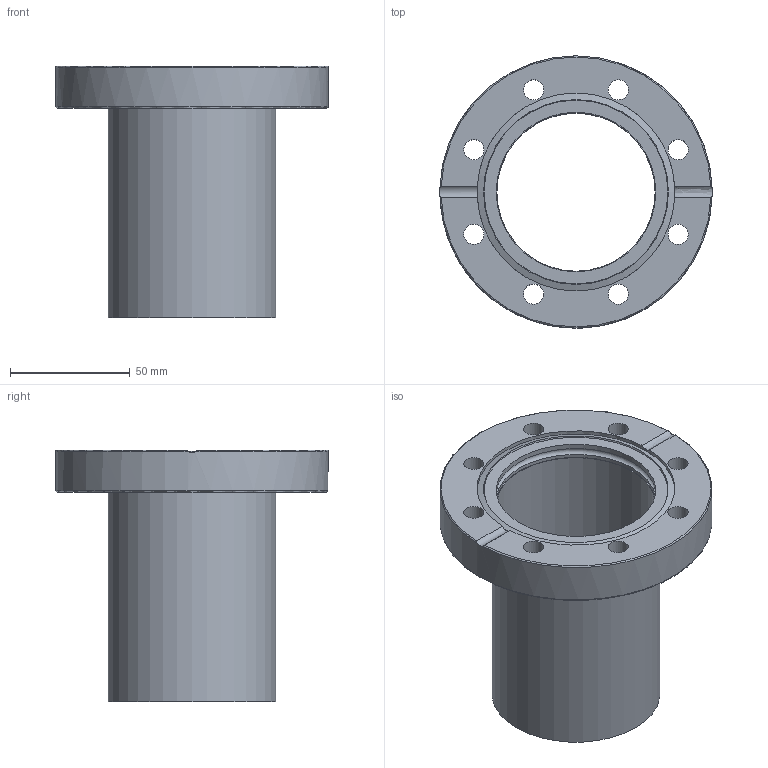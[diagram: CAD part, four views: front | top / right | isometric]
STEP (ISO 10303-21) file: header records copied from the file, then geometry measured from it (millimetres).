
FILE_DESCRIPTION((''),'2;1');
FILE_NAME('TU63-316LNS.stp','2009-04-03T10:41:08',('hasers'),(''),'Autodesk Inventor 2008','Autodesk Inventor 2008','');
FILE_SCHEMA(('AUTOMOTIVE_DESIGN { 1 0 10303 214 1 1 1 1 }'));
Length unit declared in the file: millimetre
Products named in the file (3): TU63-316LNS; CF-07 [Keywords [Summary]=1.4429][Company [Summary]=Vacom][Title [Summary]=F63B70]; Rohre [Subject [Summary]=normal][Keywords [Summary]=1.4404][Title [Summary]=70x2,0 (0,5m)]_1
Assembly tree (2 placements, depth 2):
  TU63-316LNS
    CF-07 [Keywords [Summary]=1.4429][Company [Summary]=Vacom][Title [Summary]=F63B70]
    Rohre [Subject [Summary]=normal][Keywords [Summary]=1.4404][Title [Summary]=70x2,0 (0,5m)]_1
Bounding box: 113.5 x 113.5 x 105 mm (x, y, z)
Volume: 143016.8 mm3; surface area: 68950 mm2
Topology: 2 solids, 2 shells, 31 faces, 80 edges, 54 vertices
Faces by surface type: bspline 9, cylinder 8, plane 7, torus 5, cone 2
Full cylindrical faces by diameter (mm): 66 x1, 66.5 x2, 70 x1, 70.3 x1, 82.5 x1, 113.5 x1
Entity records: 1124 total; most frequent: CARTESIAN_POINT 399, DIRECTION 134, ORIENTED_EDGE 100, EDGE_LOOP 72, AXIS2_PLACEMENT_3D 65, EDGE_CURVE 50, VERTEX_POINT 44, FACE_BOUND 41
